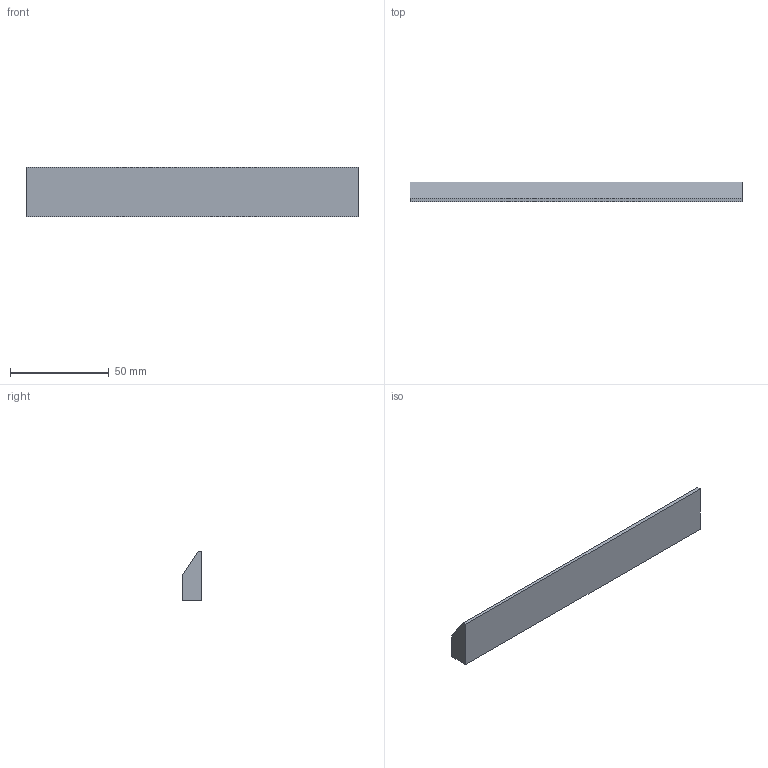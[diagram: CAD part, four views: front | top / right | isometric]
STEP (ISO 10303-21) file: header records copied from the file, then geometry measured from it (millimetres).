
FILE_DESCRIPTION(('HOOPS Exchange Step'),'2;1');
FILE_NAME('temp_export','2024-06-05T15:20:34-04:00',('mobile'),('Shapr3D Limited'),'HOOPS Exchange 2024.2','Shapr3D','Authorized');
FILE_SCHEMA( ('AUTOMOTIVE_DESIGN { 1 0 10303 214 1 1 1 1 }') );
Length unit declared in the file: millimetre
Products named in the file (2): 文件夹 02; root
Assembly tree (1 placements, depth 2):
  root
    文件夹 02
Bounding box: 168 x 10 x 25 mm (x, y, z)
Volume: 33632 mm3; surface area: 11205.5 mm2
Topology: 1 solids, 1 shells, 7 faces, 15 edges, 10 vertices
Faces by surface type: plane 7
Entity records: 232 total; most frequent: CARTESIAN_POINT 34, DIRECTION 33, ORIENTED_EDGE 30, VECTOR 15, LINE 15, EDGE_CURVE 15, VERTEX_POINT 10, AXIS2_PLACEMENT_3D 9
